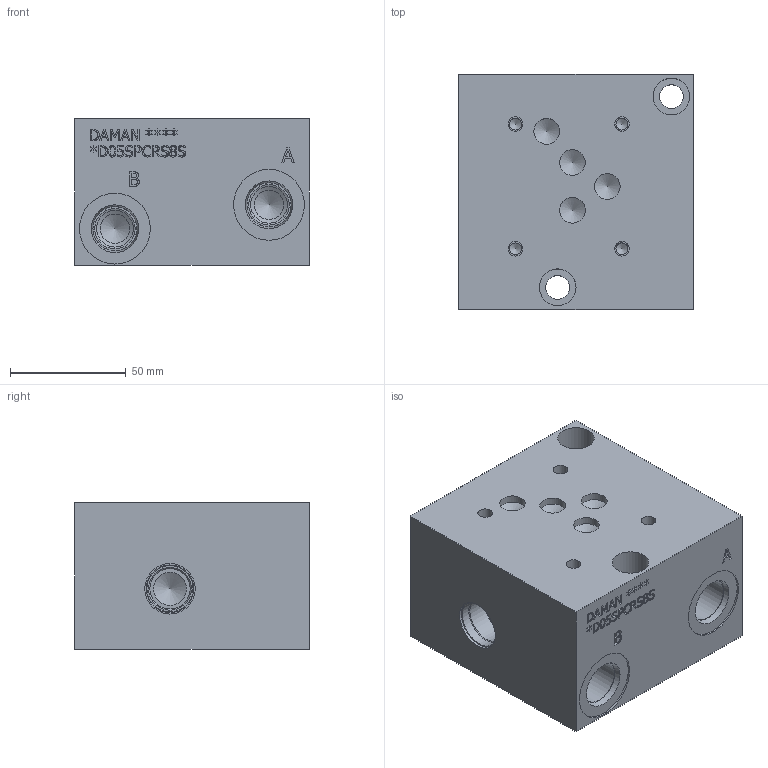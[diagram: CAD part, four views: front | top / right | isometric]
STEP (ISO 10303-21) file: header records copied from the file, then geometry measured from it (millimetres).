
FILE_DESCRIPTION(/* description */ (''),/* implementation_level */ '2;1');
FILE_NAME(/* name */ '_D05SPCRS8S.stp',/* time_stamp */ '2020-03-12T13:41:10-04:00',/* author */ ('devonn'),/* organization */ (''),/* preprocessor_version */ 'ST-DEVELOPER v17',/* originating_system */ 'Autodesk Inventor 2019',/* authorisation */ '');
FILE_SCHEMA (('AUTOMOTIVE_DESIGN { 1 0 10303 214 3 1 1 }'));
Length unit declared in the file: millimetre
Products named in the file (1): Part_AD05SPCRS8S.C10100R0_3D
Bounding box: 101.6 x 101.6 x 63.5 mm (x, y, z)
Volume: 581922.5 mm3; surface area: 64751 mm2
Topology: 1 solids, 1 shells, 534 faces, 1462 edges, 987 vertices
Faces by surface type: plane 291, bspline 161, cylinder 50, cone 32
Full cylindrical faces by diameter (mm): 5.105 x4, 6.35 x4, 10.312 x2, 11.125 x4, 12.7 x2, 14.3 x2, 15.875 x6, 17.45 x2, 17.501 x4, 18.542 x2, 19.05 x4, 19.253 x4, 19.99 x2, 20.625 x2, 21.819 x2, 30.632 x4
Entity records: 18146 total; most frequent: CARTESIAN_POINT 5063, ORIENTED_EDGE 2896, DIRECTION 2061, EDGE_CURVE 1448, VERTEX_POINT 987, LINE 939, VECTOR 939, EDGE_LOOP 609
